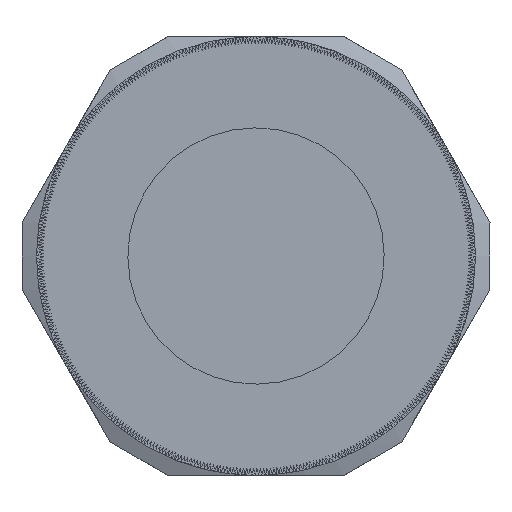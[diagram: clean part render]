
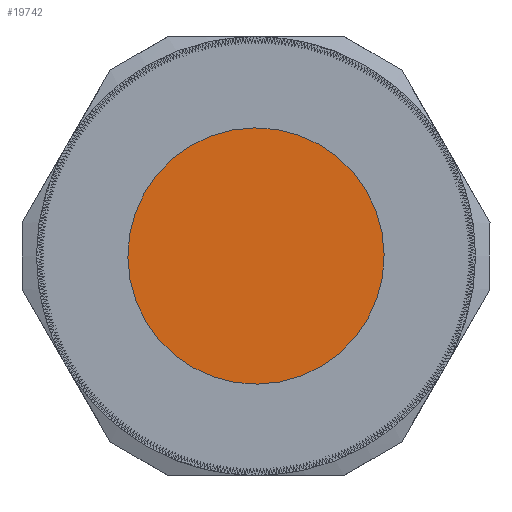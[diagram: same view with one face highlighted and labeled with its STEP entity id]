
A CAD part, left-side view. The second image highlights one B-rep face of the part: STEP entity #19742.
In plain terms, the highlighted planar face has unit normal (-1, 0, 0).
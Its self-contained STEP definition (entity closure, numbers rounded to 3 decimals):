
#1060=PLANE('',#20895);
#2020=FACE_OUTER_BOUND('',#3012,.T.);
#3012=EDGE_LOOP('',(#18745));
#3150=CIRCLE('',#20896,4.97);
#10335=VERTEX_POINT('',#32542);
#13143=EDGE_CURVE('',#10335,#10335,#3150,.T.);
#18745=ORIENTED_EDGE('',*,*,#13143,.F.);
#19742=ADVANCED_FACE('',(#2020),#1060,.T.);
#20895=AXIS2_PLACEMENT_3D('',#32541,#25732,#25733);
#20896=AXIS2_PLACEMENT_3D('',#32543,#25734,#25735);
#25732=DIRECTION('center_axis',(-1.,0.,0.));
#25733=DIRECTION('ref_axis',(0.,0.,1.));
#25734=DIRECTION('center_axis',(1.,0.,0.));
#25735=DIRECTION('ref_axis',(0.,0.,-1.));
#32541=CARTESIAN_POINT('Origin',(-6.1,4.97,0.));
#32542=CARTESIAN_POINT('',(-6.1,4.97,0.));
#32543=CARTESIAN_POINT('Origin',(-6.1,0.,0.));
